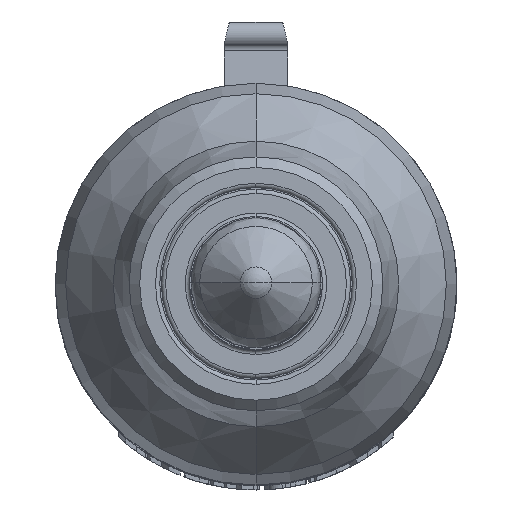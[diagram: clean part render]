
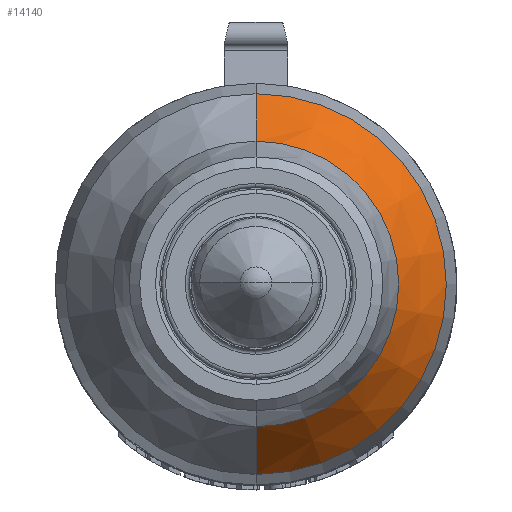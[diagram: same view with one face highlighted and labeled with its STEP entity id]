
A CAD part, top view. The second image highlights one B-rep face of the part: STEP entity #14140.
In plain terms, the highlighted conical face has half-angle 34.828 degrees and reference radius 7.875 mm.
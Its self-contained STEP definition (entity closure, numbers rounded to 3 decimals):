
#3267=CARTESIAN_POINT('',(0.,0.,29.666));
#3268=DIRECTION('',(0.,0.,-1.));
#3269=DIRECTION('',(0.,1.,0.));
#3270=AXIS2_PLACEMENT_3D('',#3267,#3268,#3269);
#3272=DIRECTION('',(0.,0.571,-0.821));
#3273=VECTOR('',#3272,3.94);
#3274=CARTESIAN_POINT('',(0.,6.75,32.9));
#3275=LINE('',#3274,#3273);
#3276=DIRECTION('',(0.,-0.571,-0.821));
#3277=VECTOR('',#3276,3.94);
#3278=CARTESIAN_POINT('',(0.,-6.75,32.9));
#3279=LINE('',#3278,#3277);
#3280=CARTESIAN_POINT('',(0.,0.,32.9));
#3281=DIRECTION('',(0.,0.,-1.));
#3282=DIRECTION('',(0.,1.,0.));
#3283=AXIS2_PLACEMENT_3D('',#3280,#3281,#3282);
#10386=CARTESIAN_POINT('',(0.,6.75,32.9));
#10387=CARTESIAN_POINT('',(0.,9.,29.666));
#10388=VERTEX_POINT('',#10386);
#10389=VERTEX_POINT('',#10387);
#10390=CARTESIAN_POINT('',(0.,-6.75,32.9));
#10391=CARTESIAN_POINT('',(0.,-9.,29.666));
#10392=VERTEX_POINT('',#10390);
#10393=VERTEX_POINT('',#10391);
#14126=CARTESIAN_POINT('',(0.,0.,31.283));
#14127=DIRECTION('',(0.,0.,-1.));
#14128=DIRECTION('',(0.,1.,0.));
#14129=AXIS2_PLACEMENT_3D('',#14126,#14127,#14128);
#14130=CONICAL_SURFACE('',#14129,7.875,34.828);
#14132=ORIENTED_EDGE('',*,*,#14131,.T.);
#14133=ORIENTED_EDGE('',*,*,#14121,.T.);
#14135=ORIENTED_EDGE('',*,*,#14134,.F.);
#14137=ORIENTED_EDGE('',*,*,#14136,.F.);
#14138=EDGE_LOOP('',(#14132,#14133,#14135,#14137));
#14139=FACE_OUTER_BOUND('',#14138,.F.);
#14140=ADVANCED_FACE('',(#14139),#14130,.T.);
#3271=CIRCLE('',#3270,9.);
#3284=CIRCLE('',#3283,6.75);
#14121=EDGE_CURVE('',#10389,#10393,#3271,.T.);
#14131=EDGE_CURVE('',#10388,#10389,#3275,.T.);
#14134=EDGE_CURVE('',#10392,#10393,#3279,.T.);
#14136=EDGE_CURVE('',#10388,#10392,#3284,.T.);
